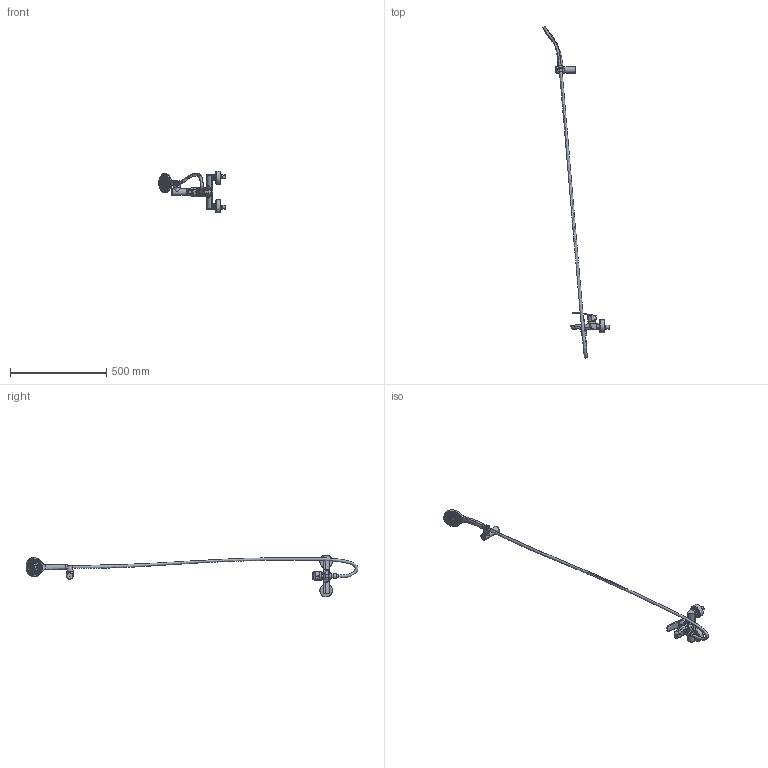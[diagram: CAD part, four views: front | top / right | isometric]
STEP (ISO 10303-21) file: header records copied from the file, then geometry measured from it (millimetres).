
FILE_DESCRIPTION (( 'STEP AP203' ), '1' );
FILE_NAME ('57C3P03574.STEP', '2020-06-16T12:04:07', ( '' ), ( '' ), 'SwSTEP 2.0', 'SolidWorks 2018', '' );
FILE_SCHEMA (( 'CONFIG_CONTROL_DESIGN' ));
Length unit declared in the file: millimetre
Products named in the file (1): 57C3P03574
Bounding box: 345.1 x 1722.3 x 217.49 mm (x, y, z)
Volume: 801849.3 mm3; surface area: 298409.4 mm2
Topology: 21 solids, 21 shells, 1203 faces, 2617 edges, 1598 vertices
Faces by surface type: cylinder 395, plane 389, bspline 249, cone 83, torus 46, sphere 41
Full cylindrical faces by diameter (mm): 3.3 x1, 3.4 x1, 4 x80, 4.2 x1, 5.4 x1, 5.5 x1, 6.8 x2, 7.5 x2, 8.8 x1, 9.5 x1, 10 x1, 10.5 x2, 12 x1, 12.6 x1, 13.5 x1, 13.7 x1, 14 x1, 14.327 x1, 14.5 x4, 14.6 x1, 15 x2, 15.5 x1, 15.6 x1, 16 x4, 16.5 x5, 16.9 x2, 17 x1, 17.8 x1, 18 x1, 18.4 x1
Entity records: 67550 total; most frequent: CARTESIAN_POINT 45528, ORIENTED_EDGE 4438, DIRECTION 3874, EDGE_CURVE 2219, AXIS2_PLACEMENT_3D 1676, EDGE_LOOP 1666, VERTEX_POINT 1493, FACE_OUTER_BOUND 1411
